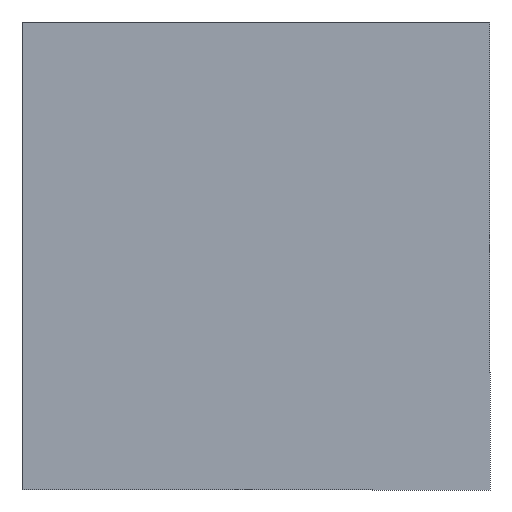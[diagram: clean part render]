
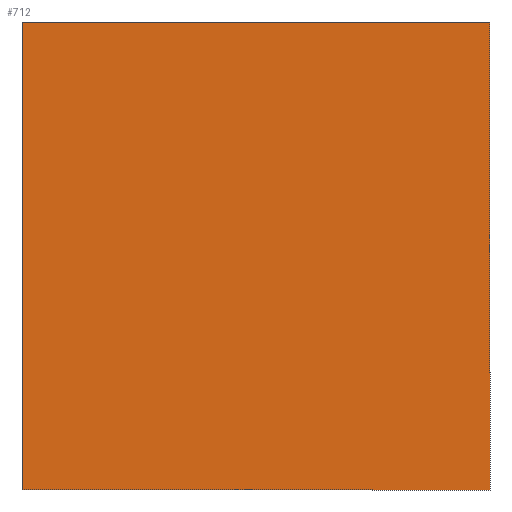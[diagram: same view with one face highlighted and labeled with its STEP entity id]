
A CAD part, front view. The second image highlights one B-rep face of the part: STEP entity #712.
In plain terms, the highlighted planar face has unit normal (0, -1, 0).
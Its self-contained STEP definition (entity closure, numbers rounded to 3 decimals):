
#53 = ORIENTED_EDGE ( 'NONE', *, *, #1622, .F. ) ;
#169 = DIRECTION ( 'NONE',  ( 0., 0., 1. ) ) ;
#252 = EDGE_CURVE ( 'NONE', #1650, #2701, #2552, .T. ) ;
#309 = DIRECTION ( 'NONE',  ( 0., 0., 1. ) ) ;
#333 = DIRECTION ( 'NONE',  ( 1., 0., 0. ) ) ;
#374 = CARTESIAN_POINT ( 'NONE',  ( 5.05, 0., 5.05 ) ) ;
#463 = LINE ( 'NONE', #1162, #1478 ) ;
#603 = LINE ( 'NONE', #905, #2634 ) ;
#618 = CARTESIAN_POINT ( 'NONE',  ( -5.05, 0., 5.05 ) ) ;
#673 = ORIENTED_EDGE ( 'NONE', *, *, #1940, .F. ) ;
#687 = DIRECTION ( 'NONE',  ( 0., 0., -1. ) ) ;
#712 = ADVANCED_FACE ( 'NONE', ( #2515 ), #1426, .F. ) ;
#833 = CARTESIAN_POINT ( 'NONE',  ( -5.05, 0., 5.05 ) ) ;
#863 = VECTOR ( 'NONE', #169, 1000. ) ;
#905 = CARTESIAN_POINT ( 'NONE',  ( 5.05, 0., 5.05 ) ) ;
#1162 = CARTESIAN_POINT ( 'NONE',  ( 5.05, 0., -5.05 ) ) ;
#1174 = DIRECTION ( 'NONE',  ( -1., 0., 0. ) ) ;
#1223 = DIRECTION ( 'NONE',  ( 0., 1., 0. ) ) ;
#1426 = PLANE ( 'NONE',  #2390 ) ;
#1477 = ORIENTED_EDGE ( 'NONE', *, *, #2000, .F. ) ;
#1478 = VECTOR ( 'NONE', #1174, 1000. ) ;
#1592 = CARTESIAN_POINT ( 'NONE',  ( 5.05, 0., -5.05 ) ) ;
#1622 = EDGE_CURVE ( 'NONE', #2701, #1745, #1754, .T. ) ;
#1648 = CARTESIAN_POINT ( 'NONE',  ( 0., 0., 0. ) ) ;
#1650 = VERTEX_POINT ( 'NONE', #1900 ) ;
#1745 = VERTEX_POINT ( 'NONE', #374 ) ;
#1754 = LINE ( 'NONE', #2327, #2202 ) ;
#1900 = CARTESIAN_POINT ( 'NONE',  ( -5.05, 0., -5.05 ) ) ;
#1940 = EDGE_CURVE ( 'NONE', #1745, #2815, #603, .T. ) ;
#2000 = EDGE_CURVE ( 'NONE', #2815, #1650, #463, .T. ) ;
#2202 = VECTOR ( 'NONE', #333, 1000. ) ;
#2327 = CARTESIAN_POINT ( 'NONE',  ( 5.05, 0., 5.05 ) ) ;
#2390 = AXIS2_PLACEMENT_3D ( 'NONE', #1648, #1223, #309 ) ;
#2515 = FACE_OUTER_BOUND ( 'NONE', #2637, .T. ) ;
#2552 = LINE ( 'NONE', #833, #863 ) ;
#2559 = ORIENTED_EDGE ( 'NONE', *, *, #252, .F. ) ;
#2634 = VECTOR ( 'NONE', #687, 1000. ) ;
#2637 = EDGE_LOOP ( 'NONE', ( #2559, #1477, #673, #53 ) ) ;
#2701 = VERTEX_POINT ( 'NONE', #618 ) ;
#2815 = VERTEX_POINT ( 'NONE', #1592 ) ;
